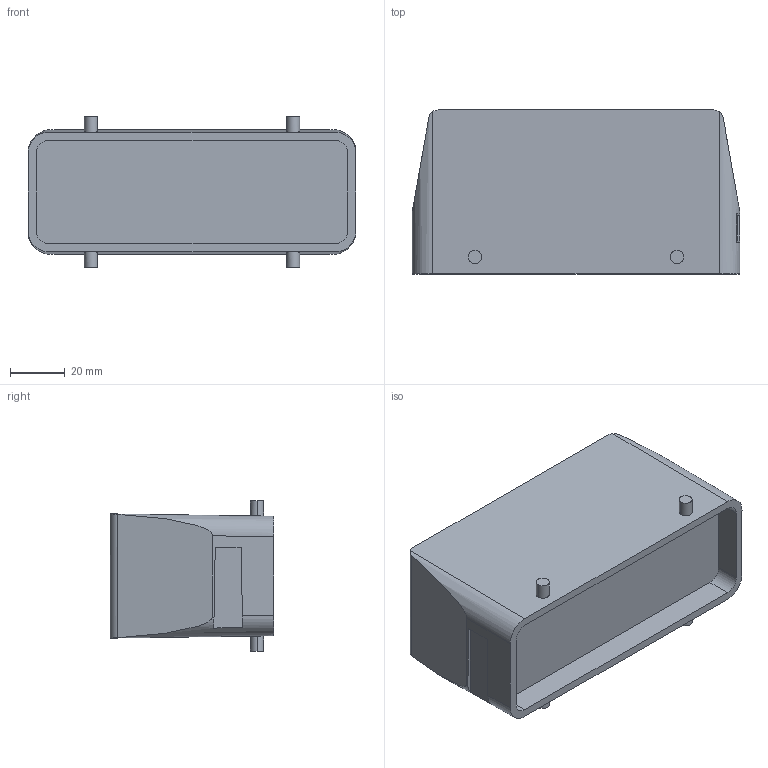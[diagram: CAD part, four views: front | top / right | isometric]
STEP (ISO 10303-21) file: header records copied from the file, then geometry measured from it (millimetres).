
FILE_DESCRIPTION(('SolidDesigner STEP Export'),'2;1');
FILE_NAME('1412774_HC_STA_B24_HLFD_1STM32_EL_AL-select.stp','2014-11-14T11:32:28',(''),(''),'Creo Elements/Direct Modeling STEP processor for AP214 (Solid Model)','Creo Elements/Direct Modeling 18.1B 29-Sep-2012 (C) Parametric Technology GmbH','');
FILE_SCHEMA(('AUTOMOTIVE_DESIGN { 1 0 10303 214 1 1 1 1 }'));
Length unit declared in the file: millimetre
Products named in the file (2): 1412774_HC_STA_B24_HLFD_1STM32_EL_AL-select
Assembly tree (1 placements, depth 2):
  1412774_HC_STA_B24_HLFD_1STM32_EL_AL-select
    1412774_HC_STA_B24_HLFD_1STM32_EL_AL-select
Bounding box: 120 x 60 x 55 mm (x, y, z)
Volume: 264190.6 mm3; surface area: 32584.5 mm2
Topology: 1 solids, 1 shells, 46 faces, 114 edges, 76 vertices
Faces by surface type: plane 26, cylinder 20
Entity records: 1963 total; most frequent: CARTESIAN_POINT 460, ORIENTED_EDGE 228, DIRECTION 224, EDGE_CURVE 114, AXIS2_PLACEMENT_3D 80, VERTEX_POINT 76, VECTOR 64, LINE 64
